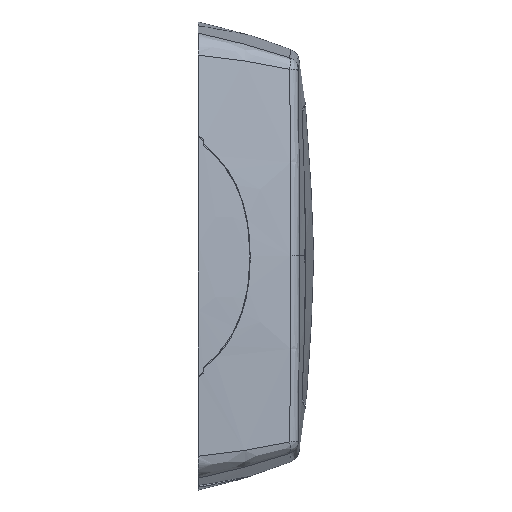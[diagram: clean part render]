
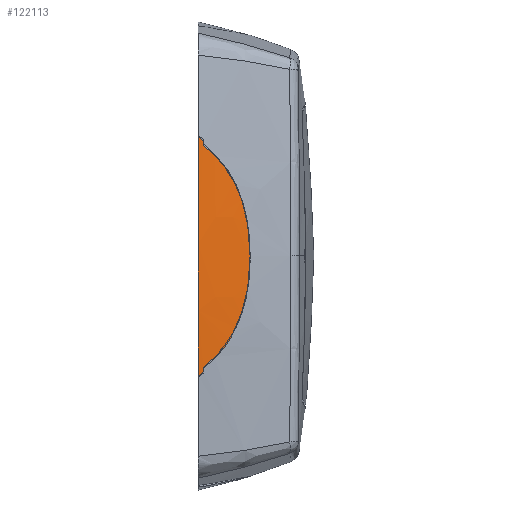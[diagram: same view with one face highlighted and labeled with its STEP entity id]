
A CAD part, left-side view. The second image highlights one B-rep face of the part: STEP entity #122113.
In plain terms, the highlighted free-form (B-spline) face has degree [3, 3] with [4, 4] control points.
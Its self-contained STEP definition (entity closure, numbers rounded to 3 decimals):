
#121998=CARTESIAN_POINT('Control Point',(-88.427,-0.404,-48.237)) ;
#121999=CARTESIAN_POINT('Control Point',(-86.86,6.593,-48.128)) ;
#122000=CARTESIAN_POINT('Control Point',(-85.044,13.53,-48.003)) ;
#122001=CARTESIAN_POINT('Control Point',(-82.981,20.396,-47.861)) ;
#122002=CARTESIAN_POINT('Control Point',(-90.646,-0.404,-16.104)) ;
#122003=CARTESIAN_POINT('Control Point',(-89.074,6.593,-16.068)) ;
#122004=CARTESIAN_POINT('Control Point',(-87.252,13.53,-16.026)) ;
#122005=CARTESIAN_POINT('Control Point',(-85.183,20.396,-15.979)) ;
#122006=CARTESIAN_POINT('Control Point',(-90.646,-0.404,16.104)) ;
#122007=CARTESIAN_POINT('Control Point',(-89.074,6.593,16.068)) ;
#122008=CARTESIAN_POINT('Control Point',(-87.252,13.53,16.026)) ;
#122009=CARTESIAN_POINT('Control Point',(-85.183,20.396,15.979)) ;
#122010=CARTESIAN_POINT('Control Point',(-88.427,-0.404,48.237)) ;
#122011=CARTESIAN_POINT('Control Point',(-86.86,6.593,48.128)) ;
#122012=CARTESIAN_POINT('Control Point',(-85.044,13.53,48.003)) ;
#122013=CARTESIAN_POINT('Control Point',(-82.981,20.396,47.861)) ;
#122015=CARTESIAN_POINT('Control Point',(-84.75,20.,0.)) ;
#122016=CARTESIAN_POINT('Control Point',(-84.75,20.,-1.806)) ;
#122017=CARTESIAN_POINT('Control Point',(-84.758,19.956,-3.593)) ;
#122018=CARTESIAN_POINT('Control Point',(-84.773,19.866,-5.359)) ;
#122019=CARTESIAN_POINT('Control Point',(-84.819,19.603,-8.732)) ;
#122020=CARTESIAN_POINT('Control Point',(-84.9,19.159,-11.999)) ;
#122021=CARTESIAN_POINT('Control Point',(-84.948,18.901,-13.558)) ;
#122022=CARTESIAN_POINT('Control Point',(-85.045,18.383,-16.179)) ;
#122023=CARTESIAN_POINT('Control Point',(-85.168,17.737,-18.71)) ;
#122024=CARTESIAN_POINT('Control Point',(-85.225,17.445,-19.754)) ;
#122025=CARTESIAN_POINT('Control Point',(-85.345,16.822,-21.78)) ;
#122026=CARTESIAN_POINT('Control Point',(-85.484,16.108,-23.743)) ;
#122027=CARTESIAN_POINT('Control Point',(-85.558,15.734,-24.693)) ;
#122028=CARTESIAN_POINT('Control Point',(-85.761,14.698,-27.141)) ;
#122029=CARTESIAN_POINT('Control Point',(-85.997,13.503,-29.493)) ;
#122030=CARTESIAN_POINT('Control Point',(-86.155,12.705,-30.902)) ;
#122031=CARTESIAN_POINT('Control Point',(-86.491,11.003,-33.613)) ;
#122032=CARTESIAN_POINT('Control Point',(-86.873,9.051,-36.161)) ;
#122033=CARTESIAN_POINT('Control Point',(-87.073,8.026,-37.376)) ;
#122034=CARTESIAN_POINT('Control Point',(-87.414,6.263,-39.279)) ;
#122035=CARTESIAN_POINT('Control Point',(-87.78,4.343,-41.061)) ;
#122036=CARTESIAN_POINT('Control Point',(-87.923,3.583,-41.727)) ;
#122037=CARTESIAN_POINT('Control Point',(-88.069,2.802,-42.373)) ;
#122038=CARTESIAN_POINT('Control Point',(-88.218,2.,-43.)) ;
#122039=CARTESIAN_POINT('Vertex',(-84.75,20.,0.)) ;
#122041=CARTESIAN_POINT('Vertex',(-88.218,2.,-43.)) ;
#122045=CARTESIAN_POINT('Control Point',(-88.111,2.,-44.7)) ;
#122046=CARTESIAN_POINT('Control Point',(-88.148,2.,-44.133)) ;
#122047=CARTESIAN_POINT('Control Point',(-88.183,2.,-43.567)) ;
#122048=CARTESIAN_POINT('Control Point',(-88.218,2.,-43.)) ;
#122049=CARTESIAN_POINT('Vertex',(-88.111,2.,-44.7)) ;
#122053=CARTESIAN_POINT('Control Point',(-88.111,2.,-44.7)) ;
#122054=CARTESIAN_POINT('Control Point',(-88.231,1.334,-45.259)) ;
#122055=CARTESIAN_POINT('Control Point',(-88.348,0.667,-45.818)) ;
#122056=CARTESIAN_POINT('Control Point',(-88.462,0.,-46.378)) ;
#122057=CARTESIAN_POINT('Vertex',(-88.462,0.,-46.378)) ;
#122061=CARTESIAN_POINT('Control Point',(-88.462,0.,-46.378)) ;
#122062=CARTESIAN_POINT('Control Point',(-90.513,0.,-15.482)) ;
#122063=CARTESIAN_POINT('Control Point',(-90.513,0.,15.482)) ;
#122064=CARTESIAN_POINT('Control Point',(-88.462,0.,46.378)) ;
#122065=CARTESIAN_POINT('Vertex',(-88.462,0.,46.378)) ;
#122069=CARTESIAN_POINT('Control Point',(-88.462,0.,46.378)) ;
#122070=CARTESIAN_POINT('Control Point',(-88.348,0.667,45.818)) ;
#122071=CARTESIAN_POINT('Control Point',(-88.231,1.334,45.259)) ;
#122072=CARTESIAN_POINT('Control Point',(-88.111,2.,44.7)) ;
#122073=CARTESIAN_POINT('Vertex',(-88.111,2.,44.7)) ;
#122077=CARTESIAN_POINT('Control Point',(-88.218,2.,43.)) ;
#122078=CARTESIAN_POINT('Control Point',(-88.183,2.,43.567)) ;
#122079=CARTESIAN_POINT('Control Point',(-88.148,2.,44.133)) ;
#122080=CARTESIAN_POINT('Control Point',(-88.111,2.,44.7)) ;
#122081=CARTESIAN_POINT('Vertex',(-88.218,2.,43.)) ;
#122085=CARTESIAN_POINT('Control Point',(-88.218,2.,43.)) ;
#122086=CARTESIAN_POINT('Control Point',(-87.835,4.066,41.386)) ;
#122087=CARTESIAN_POINT('Control Point',(-87.469,5.989,39.644)) ;
#122088=CARTESIAN_POINT('Control Point',(-87.126,7.76,37.782)) ;
#122089=CARTESIAN_POINT('Control Point',(-86.61,10.401,34.55)) ;
#122090=CARTESIAN_POINT('Control Point',(-86.171,12.622,31.043)) ;
#122091=CARTESIAN_POINT('Control Point',(-86.013,13.424,29.637)) ;
#122092=CARTESIAN_POINT('Control Point',(-85.682,15.1,26.367)) ;
#122093=CARTESIAN_POINT('Control Point',(-85.414,16.468,22.91)) ;
#122094=CARTESIAN_POINT('Control Point',(-85.283,17.138,20.923)) ;
#122095=CARTESIAN_POINT('Control Point',(-85.093,18.128,17.426)) ;
#122096=CARTESIAN_POINT('Control Point',(-84.955,18.866,13.75)) ;
#122097=CARTESIAN_POINT('Control Point',(-84.906,19.128,12.197)) ;
#122098=CARTESIAN_POINT('Control Point',(-84.822,19.586,8.897)) ;
#122099=CARTESIAN_POINT('Control Point',(-84.774,19.86,5.487)) ;
#122100=CARTESIAN_POINT('Control Point',(-84.758,19.954,3.68)) ;
#122101=CARTESIAN_POINT('Control Point',(-84.75,20.,1.849)) ;
#122102=CARTESIAN_POINT('Control Point',(-84.75,20.,0.)) ;
#122105=ORIENTED_EDGE('',*,*,#122043,.T.) ;
#122106=ORIENTED_EDGE('',*,*,#122051,.T.) ;
#122107=ORIENTED_EDGE('',*,*,#122059,.T.) ;
#122108=ORIENTED_EDGE('',*,*,#122067,.T.) ;
#122109=ORIENTED_EDGE('',*,*,#122075,.T.) ;
#122110=ORIENTED_EDGE('',*,*,#122083,.T.) ;
#122111=ORIENTED_EDGE('',*,*,#122103,.T.) ;
#122113=ADVANCED_FACE('MANIFOLD_SOLID_BREP #2189',(#122112),#121997,.T.) ;
#122014=B_SPLINE_CURVE_WITH_KNOTS('',5,(#122015,#122016,#122017,#122018,#122019,#122020,#122021,#122022,#122023,#122024,#122025,#122026,#122027,#122028,#122029,#122030,#122031,#122032,#122033,#122034,#122035,#122036,#122037,#122038),.UNSPECIFIED.,.F.,.U.,(6,3,3,3,3,3,3,6),(0.,11.495,22.26,30.019,37.56,49.675,61.494,68.844),.UNSPECIFIED.) ;
#122052=B_SPLINE_CURVE_WITH_KNOTS('',3,(#122053,#122054,#122055,#122056),.UNSPECIFIED.,.F.,.U.,(4,4),(0.,3.725),.UNSPECIFIED.) ;
#122068=B_SPLINE_CURVE_WITH_KNOTS('',3,(#122069,#122070,#122071,#122072),.UNSPECIFIED.,.F.,.U.,(4,4),(0.,3.725),.UNSPECIFIED.) ;
#122084=B_SPLINE_CURVE_WITH_KNOTS('',5,(#122085,#122086,#122087,#122088,#122089,#122090,#122091,#122092,#122093,#122094,#122095,#122096,#122097,#122098,#122099,#122100,#122101,#122102),.UNSPECIFIED.,.F.,.U.,(6,3,3,3,3,6),(0.,18.929,31.031,46.308,57.061,68.837),.UNSPECIFIED.) ;
#122043=EDGE_CURVE('',#122040,#122042,#122014,.T.) ;
#122051=EDGE_CURVE('',#122042,#122050,#122044,.F.) ;
#122059=EDGE_CURVE('',#122050,#122058,#122052,.T.) ;
#122067=EDGE_CURVE('',#122058,#122066,#122060,.T.) ;
#122075=EDGE_CURVE('',#122066,#122074,#122068,.T.) ;
#122083=EDGE_CURVE('',#122074,#122082,#122076,.F.) ;
#122103=EDGE_CURVE('',#122082,#122040,#122084,.T.) ;
#122104=EDGE_LOOP('',(#122105,#122106,#122107,#122108,#122109,#122110,#122111)) ;
#122112=FACE_OUTER_BOUND('',#122104,.T.) ;
#122040=VERTEX_POINT('',#122039) ;
#122042=VERTEX_POINT('',#122041) ;
#122050=VERTEX_POINT('',#122049) ;
#122058=VERTEX_POINT('',#122057) ;
#122066=VERTEX_POINT('',#122065) ;
#122074=VERTEX_POINT('',#122073) ;
#122082=VERTEX_POINT('',#122081) ;
#122044=(BOUNDED_CURVE()B_SPLINE_CURVE(3,(#122045,#122046,#122047,#122048),.UNSPECIFIED.,.F.,.U.)B_SPLINE_CURVE_WITH_KNOTS((4,4),(3.502,5.202),.UNSPECIFIED.)CURVE()GEOMETRIC_REPRESENTATION_ITEM()RATIONAL_B_SPLINE_CURVE((1.001,1.001,1.001,1.001))REPRESENTATION_ITEM('')) ;
#122060=(BOUNDED_CURVE()B_SPLINE_CURVE(3,(#122061,#122062,#122063,#122064),.UNSPECIFIED.,.F.,.U.)B_SPLINE_CURVE_WITH_KNOTS((4,4),(1.853,94.414),.UNSPECIFIED.)CURVE()GEOMETRIC_REPRESENTATION_ITEM()RATIONAL_B_SPLINE_CURVE((1.001,1.,1.,1.001))REPRESENTATION_ITEM('')) ;
#122076=(BOUNDED_CURVE()B_SPLINE_CURVE(3,(#122077,#122078,#122079,#122080),.UNSPECIFIED.,.F.,.U.)B_SPLINE_CURVE_WITH_KNOTS((4,4),(91.065,92.765),.UNSPECIFIED.)CURVE()GEOMETRIC_REPRESENTATION_ITEM()RATIONAL_B_SPLINE_CURVE((1.001,1.001,1.001,1.001))REPRESENTATION_ITEM('')) ;
#121997=(BOUNDED_SURFACE()B_SPLINE_SURFACE(3,3,((#121998,#121999,#122000,#122001),(#122002,#122003,#122004,#122005),(#122006,#122007,#122008,#122009),(#122010,#122011,#122012,#122013)),.UNSPECIFIED.,.F.,.F.,.U.)B_SPLINE_SURFACE_WITH_KNOTS((4,4),(4,4),(0.,96.267),(0.,21.514),.UNSPECIFIED.)GEOMETRIC_REPRESENTATION_ITEM()RATIONAL_B_SPLINE_SURFACE(((1.002,1.001,1.001,1.002),(1.,0.999,0.999,1.),(1.,0.999,0.999,1.),(1.002,1.001,1.001,1.002)))REPRESENTATION_ITEM('Rational BSpline Surface')SURFACE()) ;
